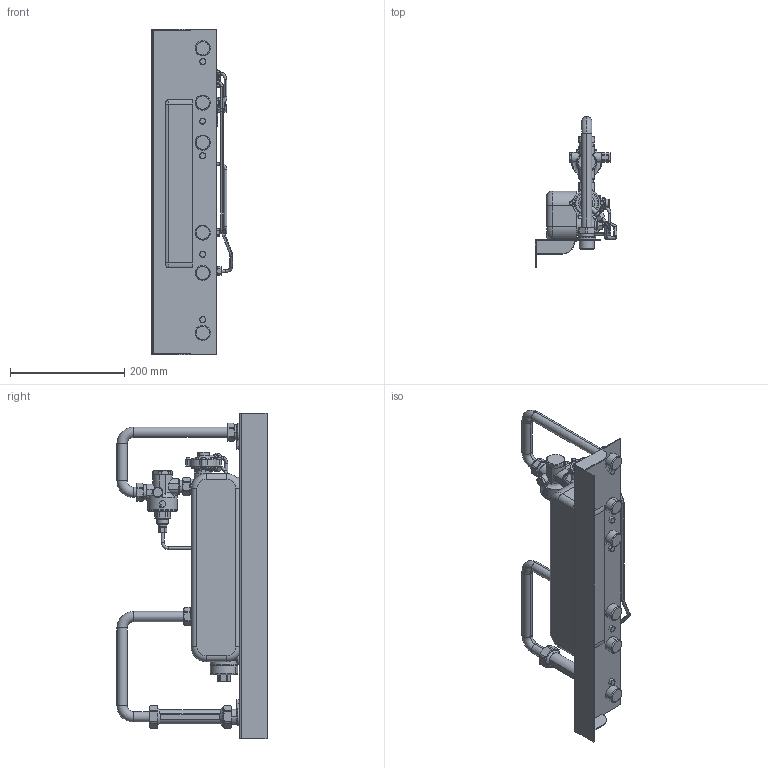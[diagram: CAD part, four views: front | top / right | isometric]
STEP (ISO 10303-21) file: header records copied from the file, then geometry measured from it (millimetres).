
FILE_DESCRIPTION(('CATIA V5 STEP Exchange','CAx-IF Rec.Pracs.--- Model Styling and Organization---1.5--- 2016-08-15','CAx-IF Rec.Pracs.---Supplemental Geometry---1.0---2011-11-01','CAx-IF Rec.Pracs.--- Composite Materials ---3.4---2017-06-13','CAx-IF Rec.Pracs.---Tessellated 3D Geometry---1.0---2015-12-17'),'2;1');
FILE_NAME('STEP_SATK15324_ABC_-_TST.stp','2023-04-28T08:10:38+00:00',('none'),('none'),'CATIA Version 5-6 Release 2020 SP5','CATIA V5 STEP AP242 v2','none');
FILE_SCHEMA(('AP242_MANAGED_MODEL_BASED_3D_ENGINEERING_MIM_LF {1 0 10303 442 1 1 4}'));
Products named in the file (1): SATK15324 ABC - TST
Bounding box: 142.5 x 262.79 x 570 mm (x, y, z)
Volume: 2520856.9 mm3; surface area: 408875.6 mm2
Topology: 1 solids, 1 shells, 1331 faces, 3797 edges, 2539 vertices
Faces by surface type: plane 486, cylinder 466, cone 269, torus 78, bspline 23, sphere 9
Entity records: 46952 total; most frequent: CARTESIAN_POINT 15217, ORIENTED_EDGE 7594, DIRECTION 4186, EDGE_CURVE 3797, VERTEX_POINT 2539, AXIS2_PLACEMENT_3D 2162, EDGE_LOOP 1432, CIRCLE 1380
